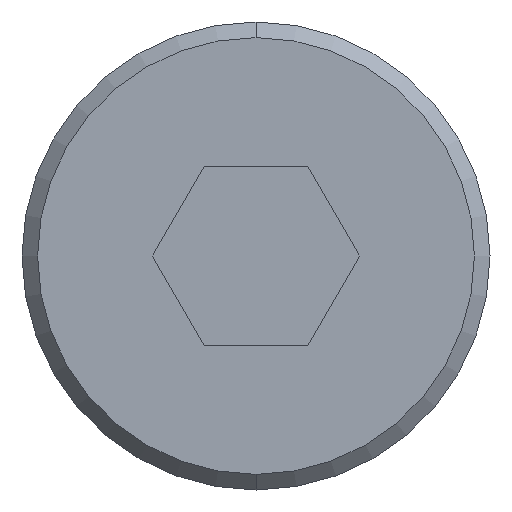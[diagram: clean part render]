
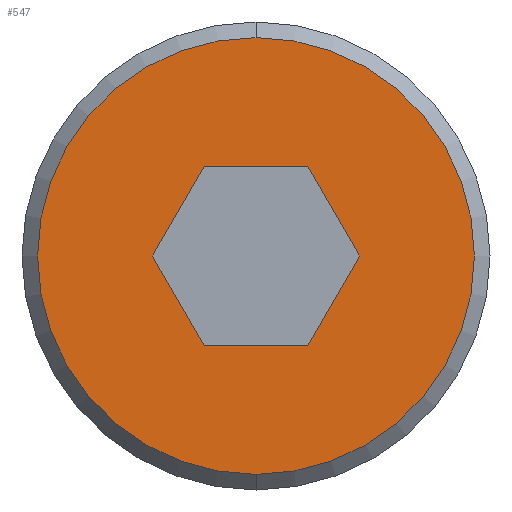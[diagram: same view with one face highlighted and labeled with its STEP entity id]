
A CAD part, front view. The second image highlights one B-rep face of the part: STEP entity #547.
In plain terms, the highlighted planar face has unit normal (0, -1, 0).
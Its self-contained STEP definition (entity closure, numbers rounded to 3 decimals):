
#5 = EDGE_CURVE ( 'NONE', #523, #890, #913, .T. ) ;
#16 = PLANE ( 'NONE',  #908 ) ;
#33 = EDGE_CURVE ( 'NONE', #648, #203, #132, .T. ) ;
#35 = ORIENTED_EDGE ( 'NONE', *, *, #33, .T. ) ;
#38 = CARTESIAN_POINT ( 'NONE',  ( -0.664, 0., -1.15 ) ) ;
#46 = VECTOR ( 'NONE', #871, 1000. ) ;
#60 = CARTESIAN_POINT ( 'NONE',  ( 0., 0., 0. ) ) ;
#94 = LINE ( 'NONE', #38, #663 ) ;
#95 = AXIS2_PLACEMENT_3D ( 'NONE', #697, #128, #413 ) ;
#105 = VECTOR ( 'NONE', #303, 1000. ) ;
#108 = CARTESIAN_POINT ( 'NONE',  ( 0.664, 0., -1.15 ) ) ;
#109 = VERTEX_POINT ( 'NONE', #263 ) ;
#118 = EDGE_CURVE ( 'NONE', #890, #938, #753, .T. ) ;
#128 = DIRECTION ( 'NONE',  ( 0., -1., 0. ) ) ;
#132 = CIRCLE ( 'NONE', #95, 2.8 ) ;
#160 = CARTESIAN_POINT ( 'NONE',  ( 1.328, 0., 0. ) ) ;
#165 = ORIENTED_EDGE ( 'NONE', *, *, #5, .F. ) ;
#199 = LINE ( 'NONE', #108, #675 ) ;
#203 = VERTEX_POINT ( 'NONE', #920 ) ;
#213 = DIRECTION ( 'NONE',  ( 0., -1., 0. ) ) ;
#242 = EDGE_CURVE ( 'NONE', #728, #525, #199, .T. ) ;
#262 = ORIENTED_EDGE ( 'NONE', *, *, #242, .F. ) ;
#263 = CARTESIAN_POINT ( 'NONE',  ( -0.664, 0., -1.15 ) ) ;
#281 = DIRECTION ( 'NONE',  ( 0., 0., 1. ) ) ;
#303 = DIRECTION ( 'NONE',  ( 0.5, 0., -0.866 ) ) ;
#312 = CARTESIAN_POINT ( 'NONE',  ( 0., 0., 2.8 ) ) ;
#334 = DIRECTION ( 'NONE',  ( -1., 0., 0. ) ) ;
#345 = CARTESIAN_POINT ( 'NONE',  ( 1.328, 0., 0. ) ) ;
#349 = EDGE_CURVE ( 'NONE', #525, #523, #723, .T. ) ;
#357 = ORIENTED_EDGE ( 'NONE', *, *, #349, .F. ) ;
#408 = CARTESIAN_POINT ( 'NONE',  ( -0.664, 0., 1.15 ) ) ;
#413 = DIRECTION ( 'NONE',  ( 0., 0., 1. ) ) ;
#422 = VECTOR ( 'NONE', #921, 1000. ) ;
#439 = ORIENTED_EDGE ( 'NONE', *, *, #528, .F. ) ;
#444 = FACE_OUTER_BOUND ( 'NONE', #813, .T. ) ;
#452 = CARTESIAN_POINT ( 'NONE',  ( 0.664, 0., 1.15 ) ) ;
#463 = DIRECTION ( 'NONE',  ( 0., 0., 1. ) ) ;
#490 = CARTESIAN_POINT ( 'NONE',  ( 0.664, 0., 1.15 ) ) ;
#491 = CARTESIAN_POINT ( 'NONE',  ( -0.664, 0., 1.15 ) ) ;
#523 = VERTEX_POINT ( 'NONE', #452 ) ;
#525 = VERTEX_POINT ( 'NONE', #160 ) ;
#528 = EDGE_CURVE ( 'NONE', #938, #109, #617, .T. ) ;
#536 = CARTESIAN_POINT ( 'NONE',  ( 0., 0., 0. ) ) ;
#547 = ADVANCED_FACE ( 'NONE', ( #444, #564 ), #16, .F. ) ;
#556 = EDGE_LOOP ( 'NONE', ( #790, #439, #822, #165, #357, #262 ) ) ;
#564 = FACE_BOUND ( 'NONE', #556, .T. ) ;
#574 = ORIENTED_EDGE ( 'NONE', *, *, #769, .T. ) ;
#598 = CARTESIAN_POINT ( 'NONE',  ( -1.328, 0., 0. ) ) ;
#614 = AXIS2_PLACEMENT_3D ( 'NONE', #60, #213, #281 ) ;
#616 = DIRECTION ( 'NONE',  ( 0.5, 0., 0.866 ) ) ;
#617 = LINE ( 'NONE', #598, #105 ) ;
#648 = VERTEX_POINT ( 'NONE', #312 ) ;
#663 = VECTOR ( 'NONE', #698, 1000. ) ;
#675 = VECTOR ( 'NONE', #616, 1000. ) ;
#678 = DIRECTION ( 'NONE',  ( 0., 1., 0. ) ) ;
#697 = CARTESIAN_POINT ( 'NONE',  ( 0., 0., 0. ) ) ;
#698 = DIRECTION ( 'NONE',  ( 1., 0., 0. ) ) ;
#711 = EDGE_CURVE ( 'NONE', #109, #728, #94, .T. ) ;
#723 = LINE ( 'NONE', #345, #46 ) ;
#724 = VECTOR ( 'NONE', #334, 1000. ) ;
#728 = VERTEX_POINT ( 'NONE', #763 ) ;
#729 = CARTESIAN_POINT ( 'NONE',  ( -1.328, 0., 0. ) ) ;
#730 = CIRCLE ( 'NONE', #614, 2.8 ) ;
#753 = LINE ( 'NONE', #408, #422 ) ;
#763 = CARTESIAN_POINT ( 'NONE',  ( 0.664, 0., -1.15 ) ) ;
#769 = EDGE_CURVE ( 'NONE', #203, #648, #730, .T. ) ;
#790 = ORIENTED_EDGE ( 'NONE', *, *, #711, .F. ) ;
#813 = EDGE_LOOP ( 'NONE', ( #35, #574 ) ) ;
#822 = ORIENTED_EDGE ( 'NONE', *, *, #118, .F. ) ;
#871 = DIRECTION ( 'NONE',  ( -0.5, 0., 0.866 ) ) ;
#890 = VERTEX_POINT ( 'NONE', #491 ) ;
#908 = AXIS2_PLACEMENT_3D ( 'NONE', #536, #678, #463 ) ;
#913 = LINE ( 'NONE', #490, #724 ) ;
#920 = CARTESIAN_POINT ( 'NONE',  ( 0., 0., -2.8 ) ) ;
#921 = DIRECTION ( 'NONE',  ( -0.5, 0., -0.866 ) ) ;
#938 = VERTEX_POINT ( 'NONE', #729 ) ;
